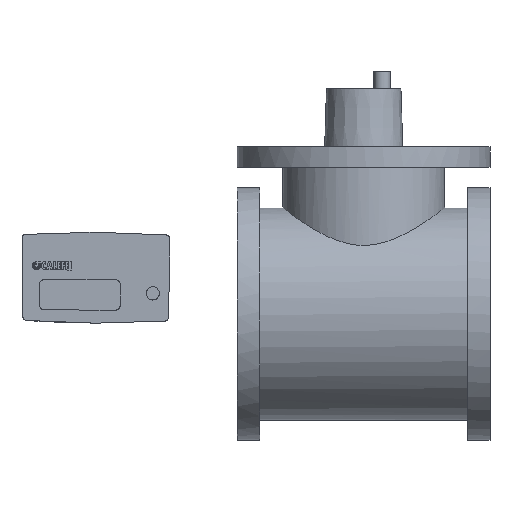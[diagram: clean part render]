
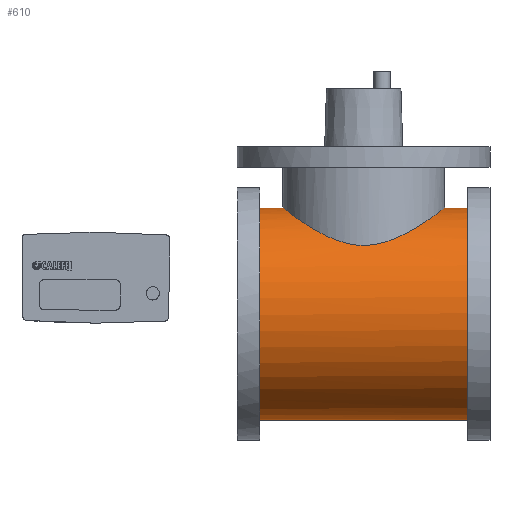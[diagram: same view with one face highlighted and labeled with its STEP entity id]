
A CAD part, front view. The second image highlights one B-rep face of the part: STEP entity #610.
In plain terms, the highlighted cylindrical face has radius 105 mm (diameter 210 mm), a partial arc.
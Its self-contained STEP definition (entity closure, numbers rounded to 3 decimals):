
#421=CARTESIAN_POINT('Vertex',(-80.,0.,105.)) ;
#425=CARTESIAN_POINT('Control Point',(80.,0.,105.)) ;
#426=CARTESIAN_POINT('Control Point',(80.,-3.161,105.)) ;
#427=CARTESIAN_POINT('Control Point',(79.844,-6.354,104.88)) ;
#428=CARTESIAN_POINT('Control Point',(79.525,-9.56,104.638)) ;
#429=CARTESIAN_POINT('Control Point',(78.56,-15.951,103.906)) ;
#430=CARTESIAN_POINT('Control Point',(76.953,-22.226,102.694)) ;
#431=CARTESIAN_POINT('Control Point',(75.992,-25.315,101.975)) ;
#432=CARTESIAN_POINT('Control Point',(72.657,-34.384,99.5)) ;
#433=CARTESIAN_POINT('Control Point',(68.08,-42.726,96.188)) ;
#434=CARTESIAN_POINT('Control Point',(64.513,-47.891,93.678)) ;
#435=CARTESIAN_POINT('Control Point',(58.689,-54.823,89.744)) ;
#436=CARTESIAN_POINT('Control Point',(52.298,-60.647,85.764)) ;
#437=CARTESIAN_POINT('Control Point',(49.927,-62.623,84.332)) ;
#438=CARTESIAN_POINT('Control Point',(45.05,-66.287,81.507)) ;
#439=CARTESIAN_POINT('Control Point',(39.735,-69.54,78.714)) ;
#440=CARTESIAN_POINT('Control Point',(36.99,-71.039,77.357)) ;
#441=CARTESIAN_POINT('Control Point',(31.324,-73.782,74.758)) ;
#442=CARTESIAN_POINT('Control Point',(25.356,-75.976,72.499)) ;
#443=CARTESIAN_POINT('Control Point',(22.302,-76.929,71.48)) ;
#444=CARTESIAN_POINT('Control Point',(16.086,-78.531,69.715)) ;
#445=CARTESIAN_POINT('Control Point',(9.698,-79.509,68.586)) ;
#446=CARTESIAN_POINT('Control Point',(6.473,-79.836,68.201)) ;
#447=CARTESIAN_POINT('Control Point',(0.,-80.164,67.813)) ;
#448=CARTESIAN_POINT('Control Point',(-6.473,-79.836,68.201)) ;
#449=CARTESIAN_POINT('Control Point',(-9.698,-79.509,68.586)) ;
#450=CARTESIAN_POINT('Control Point',(-16.086,-78.531,69.715)) ;
#451=CARTESIAN_POINT('Control Point',(-22.302,-76.929,71.48)) ;
#452=CARTESIAN_POINT('Control Point',(-25.356,-75.976,72.499)) ;
#453=CARTESIAN_POINT('Control Point',(-31.324,-73.782,74.758)) ;
#454=CARTESIAN_POINT('Control Point',(-36.99,-71.039,77.357)) ;
#455=CARTESIAN_POINT('Control Point',(-39.735,-69.54,78.714)) ;
#456=CARTESIAN_POINT('Control Point',(-45.05,-66.287,81.507)) ;
#457=CARTESIAN_POINT('Control Point',(-49.927,-62.623,84.332)) ;
#458=CARTESIAN_POINT('Control Point',(-52.298,-60.647,85.764)) ;
#459=CARTESIAN_POINT('Control Point',(-58.689,-54.823,89.744)) ;
#460=CARTESIAN_POINT('Control Point',(-64.513,-47.891,93.678)) ;
#461=CARTESIAN_POINT('Control Point',(-68.08,-42.726,96.188)) ;
#462=CARTESIAN_POINT('Control Point',(-72.657,-34.384,99.5)) ;
#463=CARTESIAN_POINT('Control Point',(-75.992,-25.315,101.975)) ;
#464=CARTESIAN_POINT('Control Point',(-76.953,-22.226,102.694)) ;
#465=CARTESIAN_POINT('Control Point',(-78.56,-15.951,103.906)) ;
#466=CARTESIAN_POINT('Control Point',(-79.525,-9.56,104.638)) ;
#467=CARTESIAN_POINT('Control Point',(-79.844,-6.354,104.88)) ;
#468=CARTESIAN_POINT('Control Point',(-80.,-3.161,105.)) ;
#469=CARTESIAN_POINT('Control Point',(-80.,0.,105.)) ;
#470=CARTESIAN_POINT('Vertex',(80.,0.,105.)) ;
#543=CARTESIAN_POINT('Axis2P3D Location',(-138.,0.,0.)) ;
#549=CARTESIAN_POINT('Control Point',(-103.,0.,-105.)) ;
#550=CARTESIAN_POINT('Control Point',(-103.,-16.493,-105.)) ;
#551=CARTESIAN_POINT('Control Point',(-103.,-32.987,-101.762)) ;
#552=CARTESIAN_POINT('Control Point',(-103.,-48.631,-95.281)) ;
#553=CARTESIAN_POINT('Control Point',(-103.,-76.536,-76.536)) ;
#554=CARTESIAN_POINT('Control Point',(-103.,-95.281,-48.631)) ;
#555=CARTESIAN_POINT('Control Point',(-103.,-101.762,-32.987)) ;
#556=CARTESIAN_POINT('Control Point',(-103.,-108.238,0.)) ;
#557=CARTESIAN_POINT('Control Point',(-103.,-101.762,32.987)) ;
#558=CARTESIAN_POINT('Control Point',(-103.,-95.281,48.631)) ;
#559=CARTESIAN_POINT('Control Point',(-103.,-76.536,76.536)) ;
#560=CARTESIAN_POINT('Control Point',(-103.,-48.631,95.281)) ;
#561=CARTESIAN_POINT('Control Point',(-103.,-32.987,101.762)) ;
#562=CARTESIAN_POINT('Control Point',(-103.,-16.493,105.)) ;
#563=CARTESIAN_POINT('Control Point',(-103.,0.,105.)) ;
#564=CARTESIAN_POINT('Vertex',(-103.,0.,-105.)) ;
#566=CARTESIAN_POINT('Vertex',(-103.,0.,105.)) ;
#570=CARTESIAN_POINT('Control Point',(103.,0.,-105.)) ;
#571=CARTESIAN_POINT('Control Point',(-103.,0.,-105.)) ;
#572=CARTESIAN_POINT('Vertex',(103.,0.,-105.)) ;
#576=CARTESIAN_POINT('Control Point',(103.,0.,105.)) ;
#577=CARTESIAN_POINT('Control Point',(103.,-16.493,105.)) ;
#578=CARTESIAN_POINT('Control Point',(103.,-32.987,101.762)) ;
#579=CARTESIAN_POINT('Control Point',(103.,-48.631,95.281)) ;
#580=CARTESIAN_POINT('Control Point',(103.,-76.536,76.536)) ;
#581=CARTESIAN_POINT('Control Point',(103.,-95.281,48.631)) ;
#582=CARTESIAN_POINT('Control Point',(103.,-101.762,32.987)) ;
#583=CARTESIAN_POINT('Control Point',(103.,-108.238,0.)) ;
#584=CARTESIAN_POINT('Control Point',(103.,-101.762,-32.987)) ;
#585=CARTESIAN_POINT('Control Point',(103.,-95.281,-48.631)) ;
#586=CARTESIAN_POINT('Control Point',(103.,-76.536,-76.536)) ;
#587=CARTESIAN_POINT('Control Point',(103.,-48.631,-95.281)) ;
#588=CARTESIAN_POINT('Control Point',(103.,-32.987,-101.762)) ;
#589=CARTESIAN_POINT('Control Point',(103.,-16.493,-105.)) ;
#590=CARTESIAN_POINT('Control Point',(103.,0.,-105.)) ;
#591=CARTESIAN_POINT('Vertex',(103.,0.,105.)) ;
#595=CARTESIAN_POINT('Control Point',(80.,0.,105.)) ;
#596=CARTESIAN_POINT('Control Point',(103.,0.,105.)) ;
#599=CARTESIAN_POINT('Control Point',(-103.,0.,105.)) ;
#600=CARTESIAN_POINT('Control Point',(-80.,0.,105.)) ;
#544=DIRECTION('Axis2P3D Direction',(-1.,-0.,0.)) ;
#545=DIRECTION('Axis2P3D XDirection',(0.,0.,-1.)) ;
#546=AXIS2_PLACEMENT_3D('Cylinder Axis2P3D',#543,#544,#545) ;
#547=CYLINDRICAL_SURFACE('generated cylinder',#546,105.) ;
#472=EDGE_CURVE('',#471,#422,#424,.T.) ;
#568=EDGE_CURVE('',#565,#567,#548,.T.) ;
#574=EDGE_CURVE('',#573,#565,#569,.T.) ;
#593=EDGE_CURVE('',#592,#573,#575,.T.) ;
#597=EDGE_CURVE('',#471,#592,#594,.T.) ;
#601=EDGE_CURVE('',#567,#422,#598,.T.) ;
#603=ORIENTED_EDGE('',*,*,#568,.F.) ;
#604=ORIENTED_EDGE('',*,*,#574,.F.) ;
#605=ORIENTED_EDGE('',*,*,#593,.F.) ;
#606=ORIENTED_EDGE('',*,*,#597,.F.) ;
#607=ORIENTED_EDGE('',*,*,#472,.T.) ;
#608=ORIENTED_EDGE('',*,*,#601,.F.) ;
#602=EDGE_LOOP('',(#603,#604,#605,#606,#607,#608)) ;
#422=VERTEX_POINT('',#421) ;
#471=VERTEX_POINT('',#470) ;
#565=VERTEX_POINT('',#564) ;
#567=VERTEX_POINT('',#566) ;
#573=VERTEX_POINT('',#572) ;
#592=VERTEX_POINT('',#591) ;
#610=ADVANCED_FACE('Solid1',(#609),#547,.T.) ;
#424=B_SPLINE_CURVE_WITH_KNOTS('',5,(#425,#426,#427,#428,#429,#430,#431,#432,#433,#434,#435,#436,#437,#438,#439,#440,#441,#442,#443,#444,#445,#446,#447,#448,#449,#450,#451,#452,#453,#454,#455,#456,#457,#458,#459,#460,#461,#462,#463,#464,#465,#466,#467,#468,#469),.UNSPECIFIED.,.F.,.U.,(6,3,3,3,3,3,3,3,3,3,3,3,3,3,6),(-127.923,-112.12,-96.316,-64.708,-48.531,-32.354,-16.177,0.,16.177,32.354,48.531,64.708,96.316,112.12,127.923),.UNSPECIFIED.) ;
#548=B_SPLINE_CURVE_WITH_KNOTS('',5,(#549,#550,#551,#552,#553,#554,#555,#556,#557,#558,#559,#560,#561,#562,#563),.UNSPECIFIED.,.F.,.U.,(6,3,3,3,6),(-3.142,-2.356,-1.571,-0.785,0.),.UNSPECIFIED.) ;
#569=B_SPLINE_CURVE_WITH_KNOTS('',1,(#570,#571),.UNSPECIFIED.,.F.,.U.,(2,2),(0.,0.676),.UNSPECIFIED.) ;
#575=B_SPLINE_CURVE_WITH_KNOTS('',5,(#576,#577,#578,#579,#580,#581,#582,#583,#584,#585,#586,#587,#588,#589,#590),.UNSPECIFIED.,.F.,.U.,(6,3,3,3,6),(0.,0.785,1.571,2.356,3.142),.UNSPECIFIED.) ;
#594=B_SPLINE_CURVE_WITH_KNOTS('',1,(#595,#596),.UNSPECIFIED.,.F.,.U.,(2,2),(0.,0.075),.UNSPECIFIED.) ;
#598=B_SPLINE_CURVE_WITH_KNOTS('',1,(#599,#600),.UNSPECIFIED.,.F.,.U.,(2,2),(0.,0.075),.UNSPECIFIED.) ;
#609=FACE_OUTER_BOUND('',#602,.T.) ;
